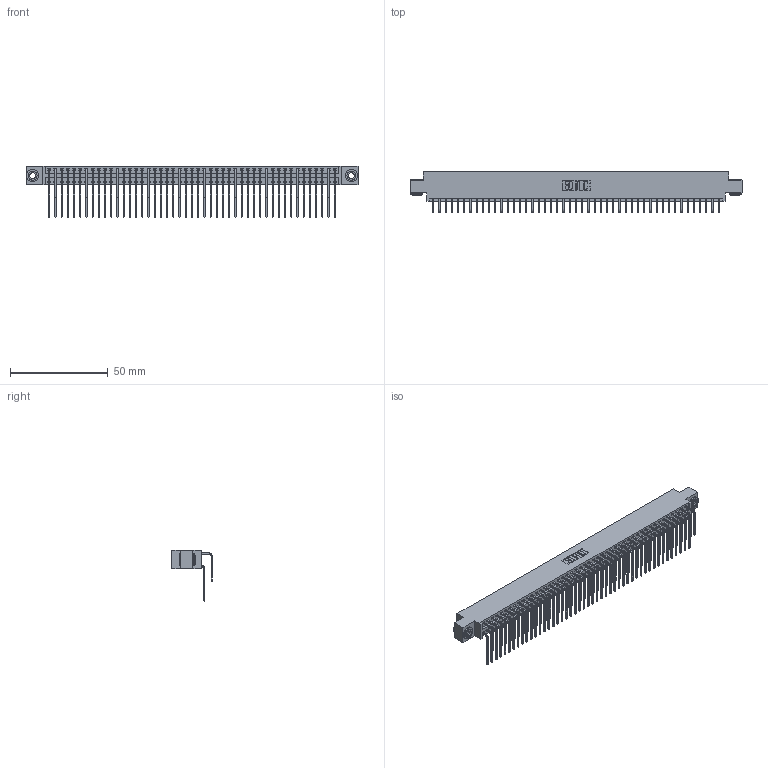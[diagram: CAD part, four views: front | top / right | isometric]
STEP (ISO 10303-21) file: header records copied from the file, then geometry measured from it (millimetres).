
FILE_DESCRIPTION (( 'STEP AP203' ), '1' );
FILE_NAME ('396-094-559-803.STEP', '2019-11-03T15:08:04', ( '' ), ( '' ), 'SwSTEP 2.0', 'SolidWorks 2016', '' );
FILE_SCHEMA (( 'CONFIG_CONTROL_DESIGN' ));
Length unit declared in the file: inch
Products named in the file (5): 345-292-001_559 Tail - 2; 346 Part_0.170 Offset - 0.156 Dia-TH; 345-292-001_558 559 Tail - 1; 396-094-559-803; 345-250-002_345-250-002-102
Assembly tree (97 placements, depth 2):
  396-094-559-803
    346 Part_0.170 Offset - 0.156 Dia-TH
    345-292-001_558 559 Tail - 1  x47
    345-292-001_559 Tail - 2  x47
    345-250-002_345-250-002-102  x2
Bounding box: 169.8 x 20.89 x 26.16 mm (x, y, z)
Volume: 17003.4 mm3; surface area: 26446.1 mm2
Topology: 97 solids, 97 shells, 5240 faces, 15551 edges, 10238 vertices
Faces by surface type: plane 3568, cylinder 1664, cone 8
Entity records: 32566 total; most frequent: CARTESIAN_POINT 5390, ORIENTED_EDGE 5266, DIRECTION 4803, EDGE_CURVE 2633, LINE 2249, VECTOR 2249, VERTEX_POINT 1750, AXIS2_PLACEMENT_3D 1277
